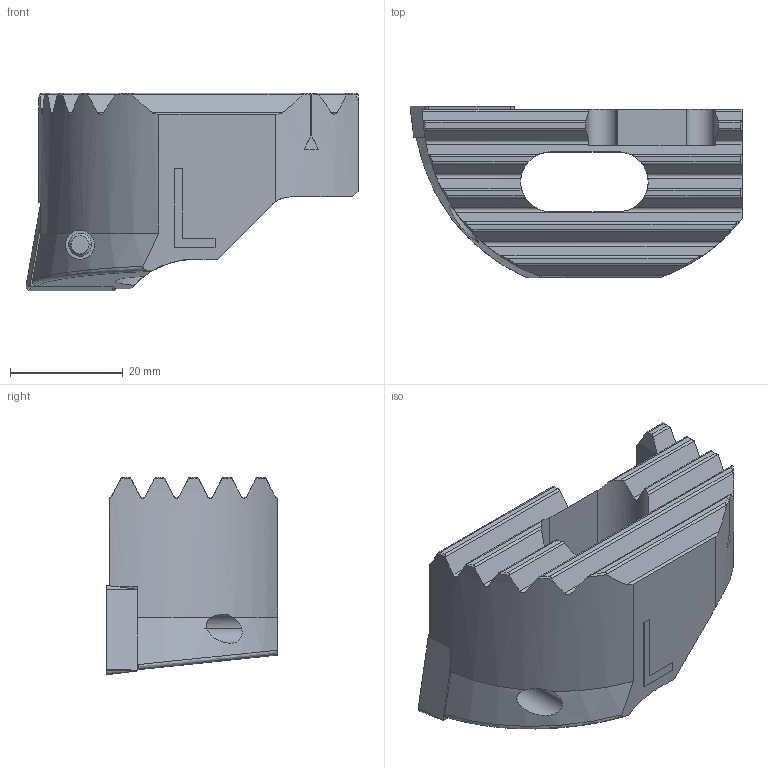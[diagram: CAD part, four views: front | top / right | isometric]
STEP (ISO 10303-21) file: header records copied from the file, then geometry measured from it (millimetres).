
FILE_DESCRIPTION(('no description'),'unknown implementation level');
FILE_NAME('43C0BB80-0D05-4FA4-AB4B-D87616F6DFAC_export.stp',' ',('CIMSOURCE GmbH'),('CADClick - KiM GmbH - www.kimweb.de'),'unknown preprocess','ACIS','unknown authorization');
FILE_SCHEMA(('automotive_design'));
Length unit declared in the file: millimetre
Products named in the file (3): 639.562 Kaiser 68-90 SW68 CC16 L|654.983 Kaiser CCMT 160508 K20C;Kombinieren1; 639.562 Kaiser 68-90 SW68 CC16 L|639.562 Kaiser 68-90 SW68 CC16 L;Linear austragen6; 639.562 Kaiser 68-90 SW68 CC16 L|694.150 Kaiser ETL M5 X 13,3 T20 IP 10S;Kreismuster1
Bounding box: 59 x 30.46 x 35.1 mm (x, y, z)
Volume: 27066.9 mm3; surface area: 10295.8 mm2
Topology: 3 solids, 3 shells, 200 faces, 551 edges, 358 vertices
Faces by surface type: plane 91, cylinder 72, cone 26, torus 10, bspline 1
Entity records: 13847 total; most frequent: CARTESIAN_POINT 2459, STYLED_ITEM 1112, PRESENTATION_STYLE_ASSIGNMENT 1112, COLOUR_RGB 1112, DIRECTION 1111, ORIENTED_EDGE 1102, EDGE_CURVE 551, CURVE_STYLE 551
